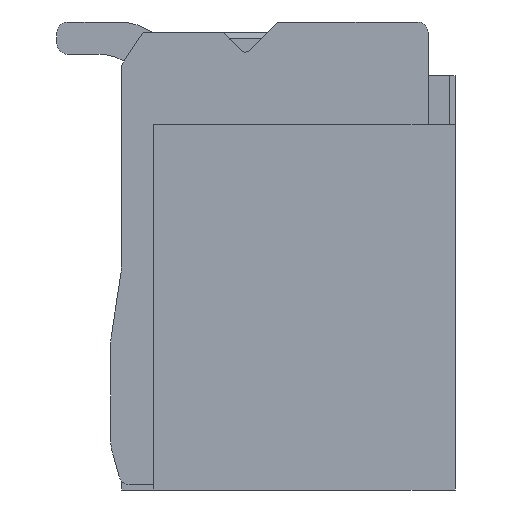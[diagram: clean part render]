
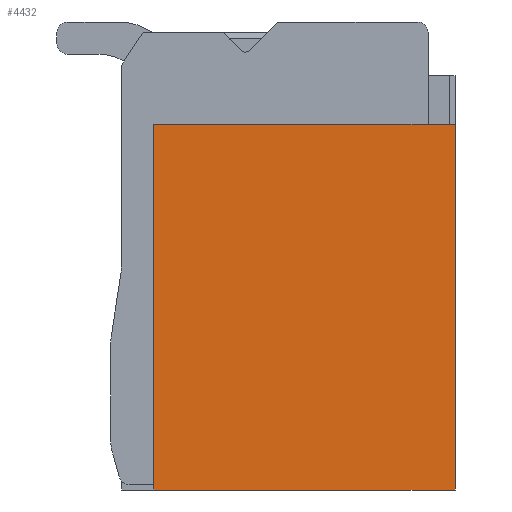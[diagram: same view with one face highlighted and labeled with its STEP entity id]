
A CAD part, left-side view. The second image highlights one B-rep face of the part: STEP entity #4432.
In plain terms, the highlighted planar face has unit normal (-1, 0, 0).
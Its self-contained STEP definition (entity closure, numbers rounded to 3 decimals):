
#504=DIRECTION('',(0.,0.,-1.));
#505=VECTOR('',#504,3.4);
#506=CARTESIAN_POINT('',(-3.75,1.25,3.4));
#507=LINE('',#506,#505);
#508=DIRECTION('',(0.,1.,0.));
#509=VECTOR('',#508,2.8);
#510=CARTESIAN_POINT('',(-3.75,-1.55,3.4));
#511=LINE('',#510,#509);
#512=DIRECTION('',(0.,0.,1.));
#513=VECTOR('',#512,3.4);
#514=CARTESIAN_POINT('',(-3.75,-1.55,0.));
#515=LINE('',#514,#513);
#516=DIRECTION('',(0.,-1.,0.));
#517=VECTOR('',#516,2.8);
#518=CARTESIAN_POINT('',(-3.75,1.25,0.));
#519=LINE('',#518,#517);
#2869=CARTESIAN_POINT('',(-3.75,-1.55,0.));
#2870=VERTEX_POINT('',#2869);
#2871=CARTESIAN_POINT('',(-3.75,1.25,0.));
#2872=VERTEX_POINT('',#2871);
#2921=CARTESIAN_POINT('',(-3.75,-1.55,3.4));
#2922=VERTEX_POINT('',#2921);
#2937=CARTESIAN_POINT('',(-3.75,1.25,3.4));
#2938=VERTEX_POINT('',#2937);
#4421=CARTESIAN_POINT('',(-3.75,-0.15,1.7));
#4422=DIRECTION('',(1.,0.,0.));
#4423=DIRECTION('',(0.,-1.,0.));
#4424=AXIS2_PLACEMENT_3D('',#4421,#4422,#4423);
#4425=PLANE('',#4424);
#4426=ORIENTED_EDGE('',*,*,#4401,.F.);
#4427=ORIENTED_EDGE('',*,*,#4415,.F.);
#4428=ORIENTED_EDGE('',*,*,#3820,.F.);
#4429=ORIENTED_EDGE('',*,*,#3606,.F.);
#4430=EDGE_LOOP('',(#4426,#4427,#4428,#4429));
#4431=FACE_OUTER_BOUND('',#4430,.F.);
#3606=EDGE_CURVE('',#2872,#2870,#519,.T.);
#3820=EDGE_CURVE('',#2870,#2922,#515,.T.);
#4401=EDGE_CURVE('',#2938,#2872,#507,.T.);
#4415=EDGE_CURVE('',#2922,#2938,#511,.T.);
#4432=ADVANCED_FACE('',(#4431),#4425,.F.);
